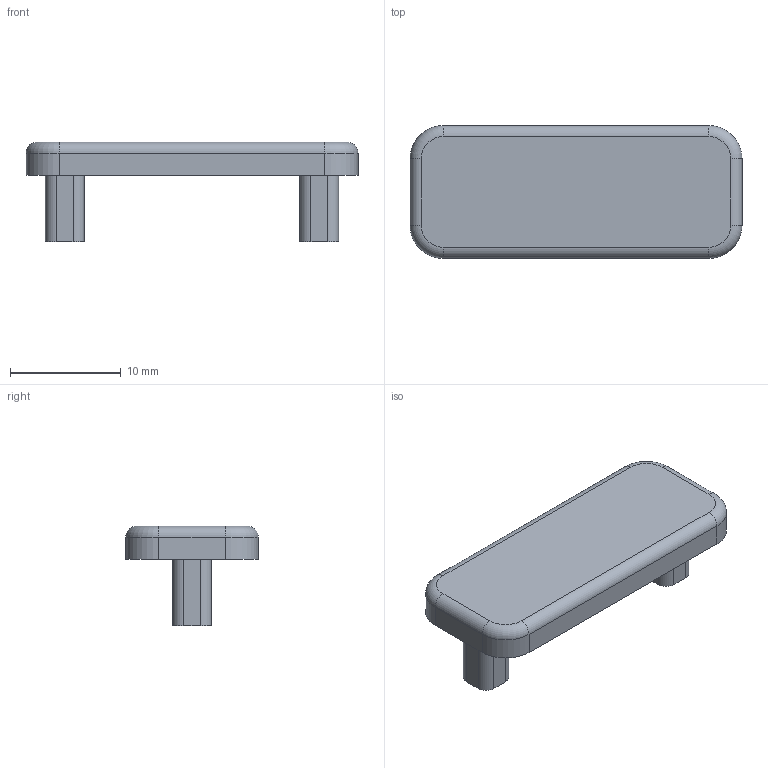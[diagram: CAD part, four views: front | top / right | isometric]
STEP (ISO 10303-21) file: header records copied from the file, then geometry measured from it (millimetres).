
FILE_DESCRIPTION(('FreeCAD Model'),'2;1');
FILE_NAME('Open CASCADE Shape Model','2024-03-18T16:31:42',(''),(''), 'Open CASCADE STEP processor 7.6','FreeCAD','Unknown');
FILE_SCHEMA(('AUTOMOTIVE_DESIGN { 1 0 10303 214 1 1 1 1 }'));
Length unit declared in the file: millimetre
Products named in the file (1): STI6-C3012
Bounding box: 30 x 12 x 9 mm (x, y, z)
Volume: 772.9 mm3; surface area: 1316.9 mm2
Topology: 1 solids, 1 shells, 45 faces, 107 edges, 69 vertices
Faces by surface type: plane 23, cylinder 18, torus 4
Full cylindrical faces by diameter (mm): 2.5 x2
Entity records: 2738 total; most frequent: CARTESIAN_POINT 480, DIRECTION 445, LINE 249, VECTOR 249, ORIENTED_EDGE 214, PCURVE 214, DEFINITIONAL_REPRESENTATION 214, EDGE_CURVE 107
